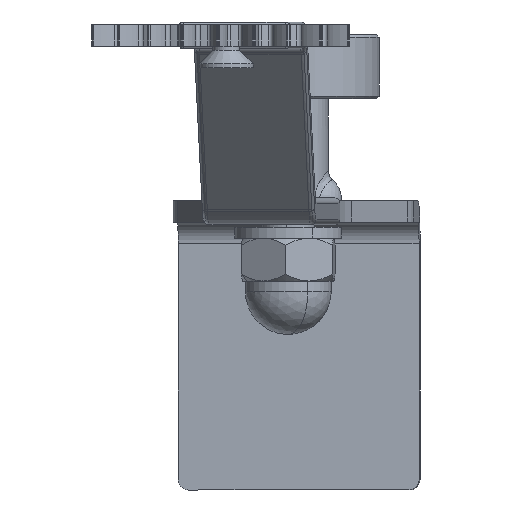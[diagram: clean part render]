
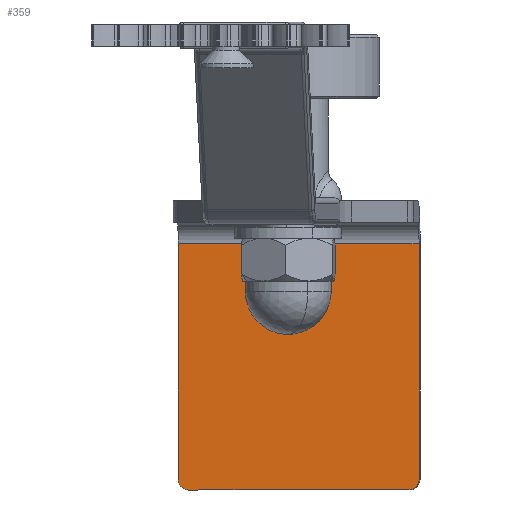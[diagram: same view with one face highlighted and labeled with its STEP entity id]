
A CAD part, front view. The second image highlights one B-rep face of the part: STEP entity #359.
In plain terms, the highlighted planar face has unit normal (-0.05, -0.999, 0).
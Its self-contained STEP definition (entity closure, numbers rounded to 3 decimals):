
#359 = ADVANCED_FACE ( 'NONE', ( #3356 ), #5617, .F. ) ;
#410 = CIRCLE ( 'NONE', #15907, 2. ) ;
#692 = DIRECTION ( 'NONE',  ( -0.05, -0.999, 0. ) ) ;
#2078 = ORIENTED_EDGE ( 'NONE', *, *, #10784, .T. ) ;
#2080 = DIRECTION ( 'NONE',  ( -0.05, -0.999, 0. ) ) ;
#2280 = DIRECTION ( 'NONE',  ( 0.999, -0.05, 0. ) ) ;
#2421 = EDGE_CURVE ( 'NONE', #6294, #14825, #15272, .T. ) ;
#2722 = CARTESIAN_POINT ( 'NONE',  ( 35.962, 269.448, -80.847 ) ) ;
#2892 = ORIENTED_EDGE ( 'NONE', *, *, #9171, .F. ) ;
#3356 = FACE_OUTER_BOUND ( 'NONE', #3919, .T. ) ;
#3412 = CARTESIAN_POINT ( 'NONE',  ( 33.964, 269.548, -82.847 ) ) ;
#3541 = CARTESIAN_POINT ( 'NONE',  ( -8.982, 271.689, -80.847 ) ) ;
#3784 = CARTESIAN_POINT ( 'NONE',  ( 35.962, 269.448, -82.847 ) ) ;
#3919 = EDGE_LOOP ( 'NONE', ( #6305, #10175, #8392, #8698, #2892, #2078 ) ) ;
#4588 = VERTEX_POINT ( 'NONE', #2722 ) ;
#5599 = CARTESIAN_POINT ( 'NONE',  ( 35.962, 269.448, -36.847 ) ) ;
#5617 = PLANE ( 'NONE',  #9977 ) ;
#5650 = CARTESIAN_POINT ( 'NONE',  ( 35.962, 269.448, -32.847 ) ) ;
#6294 = VERTEX_POINT ( 'NONE', #3412 ) ;
#6305 = ORIENTED_EDGE ( 'NONE', *, *, #2421, .F. ) ;
#6379 = VECTOR ( 'NONE', #15730, 1000. ) ;
#6864 = DIRECTION ( 'NONE',  ( -0.999, 0.05, 0. ) ) ;
#7015 = CARTESIAN_POINT ( 'NONE',  ( -6.985, 271.589, -80.847 ) ) ;
#7392 = DIRECTION ( 'NONE',  ( -0.999, 0.05, 0. ) ) ;
#8392 = ORIENTED_EDGE ( 'NONE', *, *, #11026, .F. ) ;
#8483 = DIRECTION ( 'NONE',  ( 0.05, 0.999, 0. ) ) ;
#8602 = CARTESIAN_POINT ( 'NONE',  ( -6.985, 271.589, -82.847 ) ) ;
#8656 = CARTESIAN_POINT ( 'NONE',  ( -8.982, 271.689, -82.847 ) ) ;
#8698 = ORIENTED_EDGE ( 'NONE', *, *, #15621, .F. ) ;
#8902 = LINE ( 'NONE', #8656, #12704 ) ;
#9171 = EDGE_CURVE ( 'NONE', #13890, #13670, #8902, .T. ) ;
#9340 = EDGE_CURVE ( 'NONE', #6294, #4588, #410, .T. ) ;
#9459 = VECTOR ( 'NONE', #2280, 1000. ) ;
#9972 = VECTOR ( 'NONE', #7392, 1000. ) ;
#9977 = AXIS2_PLACEMENT_3D ( 'NONE', #10741, #8483, #12241 ) ;
#10175 = ORIENTED_EDGE ( 'NONE', *, *, #9340, .T. ) ;
#10741 = CARTESIAN_POINT ( 'NONE',  ( 13.49, 270.569, 0. ) ) ;
#10784 = EDGE_CURVE ( 'NONE', #13890, #14825, #12619, .T. ) ;
#11026 = EDGE_CURVE ( 'NONE', #15738, #4588, #14393, .T. ) ;
#12164 = CARTESIAN_POINT ( 'NONE',  ( 33.964, 269.548, -80.847 ) ) ;
#12241 = DIRECTION ( 'NONE',  ( -0.999, 0.05, 0. ) ) ;
#12291 = DIRECTION ( 'NONE',  ( -0.999, 0.05, 0. ) ) ;
#12619 = CIRCLE ( 'NONE', #15575, 2. ) ;
#12667 = CARTESIAN_POINT ( 'NONE',  ( -8.982, 271.689, -36.847 ) ) ;
#12704 = VECTOR ( 'NONE', #16202, 1000. ) ;
#13615 = CARTESIAN_POINT ( 'NONE',  ( -8.982, 271.689, -36.847 ) ) ;
#13670 = VERTEX_POINT ( 'NONE', #13615 ) ;
#13890 = VERTEX_POINT ( 'NONE', #3541 ) ;
#14393 = LINE ( 'NONE', #5650, #6379 ) ;
#14825 = VERTEX_POINT ( 'NONE', #8602 ) ;
#15272 = LINE ( 'NONE', #3784, #9972 ) ;
#15575 = AXIS2_PLACEMENT_3D ( 'NONE', #7015, #2080, #12291 ) ;
#15621 = EDGE_CURVE ( 'NONE', #13670, #15738, #16192, .T. ) ;
#15730 = DIRECTION ( 'NONE',  ( 0., 0., -1. ) ) ;
#15738 = VERTEX_POINT ( 'NONE', #5599 ) ;
#15907 = AXIS2_PLACEMENT_3D ( 'NONE', #12164, #692, #6864 ) ;
#16192 = LINE ( 'NONE', #12667, #9459 ) ;
#16202 = DIRECTION ( 'NONE',  ( 0., 0., 1. ) ) ;
